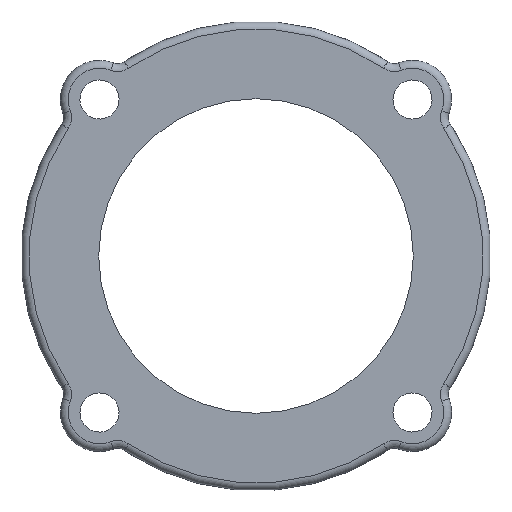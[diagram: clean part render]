
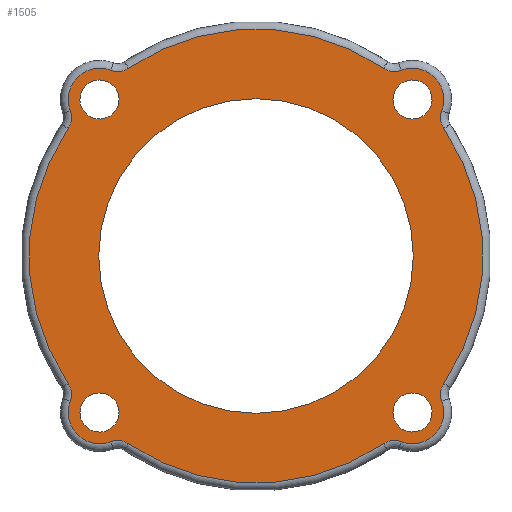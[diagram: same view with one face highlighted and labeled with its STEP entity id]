
A CAD part, front view. The second image highlights one B-rep face of the part: STEP entity #1505.
In plain terms, the highlighted planar face has unit normal (0, -1, 0).
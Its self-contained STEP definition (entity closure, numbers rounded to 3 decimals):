
#55=FACE_BOUND('',#347,.T.);
#56=FACE_BOUND('',#348,.T.);
#57=FACE_BOUND('',#349,.T.);
#58=FACE_BOUND('',#350,.T.);
#59=FACE_BOUND('',#351,.T.);
#65=PLANE('',#1679);
#242=FACE_OUTER_BOUND('',#346,.T.);
#346=EDGE_LOOP('',(#1066,#1067,#1068,#1069,#1070,#1071,#1072,#1073,#1074,
#1075,#1076,#1077,#1078,#1079,#1080,#1081));
#347=EDGE_LOOP('',(#1082,#1083));
#348=EDGE_LOOP('',(#1084,#1085));
#349=EDGE_LOOP('',(#1086));
#350=EDGE_LOOP('',(#1087,#1088));
#351=EDGE_LOOP('',(#1089,#1090));
#437=CIRCLE('',#1601,4.);
#442=CIRCLE('',#1607,2.5);
#445=CIRCLE('',#1611,29.);
#448=CIRCLE('',#1615,2.5);
#451=CIRCLE('',#1619,4.);
#454=CIRCLE('',#1623,2.5);
#457=CIRCLE('',#1627,29.);
#460=CIRCLE('',#1631,2.5);
#463=CIRCLE('',#1635,4.);
#466=CIRCLE('',#1639,2.5);
#469=CIRCLE('',#1643,29.);
#472=CIRCLE('',#1647,2.5);
#475=CIRCLE('',#1651,4.);
#478=CIRCLE('',#1655,2.5);
#481=CIRCLE('',#1659,29.);
#483=CIRCLE('',#1662,2.5);
#492=CIRCLE('',#1680,2.5);
#493=CIRCLE('',#1681,2.5);
#494=CIRCLE('',#1682,2.5);
#495=CIRCLE('',#1683,2.5);
#496=CIRCLE('',#1684,20.1);
#497=CIRCLE('',#1685,2.5);
#498=CIRCLE('',#1686,2.5);
#499=CIRCLE('',#1687,2.5);
#500=CIRCLE('',#1688,2.5);
#579=VERTEX_POINT('',#2243);
#580=VERTEX_POINT('',#2245);
#582=VERTEX_POINT('',#2251);
#584=VERTEX_POINT('',#2257);
#586=VERTEX_POINT('',#2263);
#588=VERTEX_POINT('',#2269);
#590=VERTEX_POINT('',#2275);
#592=VERTEX_POINT('',#2281);
#594=VERTEX_POINT('',#2287);
#596=VERTEX_POINT('',#2293);
#598=VERTEX_POINT('',#2299);
#600=VERTEX_POINT('',#2305);
#602=VERTEX_POINT('',#2311);
#604=VERTEX_POINT('',#2317);
#606=VERTEX_POINT('',#2323);
#608=VERTEX_POINT('',#2329);
#627=VERTEX_POINT('',#2414);
#628=VERTEX_POINT('',#2415);
#629=VERTEX_POINT('',#2418);
#630=VERTEX_POINT('',#2419);
#631=VERTEX_POINT('',#2422);
#632=VERTEX_POINT('',#2424);
#633=VERTEX_POINT('',#2425);
#634=VERTEX_POINT('',#2428);
#635=VERTEX_POINT('',#2429);
#720=EDGE_CURVE('',#579,#580,#437,.T.);
#725=EDGE_CURVE('',#580,#582,#442,.T.);
#728=EDGE_CURVE('',#582,#584,#445,.T.);
#731=EDGE_CURVE('',#584,#586,#448,.T.);
#734=EDGE_CURVE('',#586,#588,#451,.T.);
#737=EDGE_CURVE('',#588,#590,#454,.T.);
#740=EDGE_CURVE('',#590,#592,#457,.T.);
#743=EDGE_CURVE('',#592,#594,#460,.T.);
#746=EDGE_CURVE('',#594,#596,#463,.T.);
#749=EDGE_CURVE('',#596,#598,#466,.T.);
#752=EDGE_CURVE('',#598,#600,#469,.T.);
#755=EDGE_CURVE('',#600,#602,#472,.T.);
#758=EDGE_CURVE('',#602,#604,#475,.T.);
#761=EDGE_CURVE('',#604,#606,#478,.T.);
#764=EDGE_CURVE('',#606,#608,#481,.T.);
#766=EDGE_CURVE('',#608,#579,#483,.T.);
#792=EDGE_CURVE('',#627,#628,#492,.T.);
#793=EDGE_CURVE('',#628,#627,#493,.T.);
#794=EDGE_CURVE('',#629,#630,#494,.T.);
#795=EDGE_CURVE('',#630,#629,#495,.T.);
#796=EDGE_CURVE('',#631,#631,#496,.T.);
#797=EDGE_CURVE('',#632,#633,#497,.T.);
#798=EDGE_CURVE('',#633,#632,#498,.T.);
#799=EDGE_CURVE('',#634,#635,#499,.T.);
#800=EDGE_CURVE('',#635,#634,#500,.T.);
#1066=ORIENTED_EDGE('',*,*,#720,.F.);
#1067=ORIENTED_EDGE('',*,*,#766,.F.);
#1068=ORIENTED_EDGE('',*,*,#764,.F.);
#1069=ORIENTED_EDGE('',*,*,#761,.F.);
#1070=ORIENTED_EDGE('',*,*,#758,.F.);
#1071=ORIENTED_EDGE('',*,*,#755,.F.);
#1072=ORIENTED_EDGE('',*,*,#752,.F.);
#1073=ORIENTED_EDGE('',*,*,#749,.F.);
#1074=ORIENTED_EDGE('',*,*,#746,.F.);
#1075=ORIENTED_EDGE('',*,*,#743,.F.);
#1076=ORIENTED_EDGE('',*,*,#740,.F.);
#1077=ORIENTED_EDGE('',*,*,#737,.F.);
#1078=ORIENTED_EDGE('',*,*,#734,.F.);
#1079=ORIENTED_EDGE('',*,*,#731,.F.);
#1080=ORIENTED_EDGE('',*,*,#728,.F.);
#1081=ORIENTED_EDGE('',*,*,#725,.F.);
#1082=ORIENTED_EDGE('',*,*,#792,.T.);
#1083=ORIENTED_EDGE('',*,*,#793,.T.);
#1084=ORIENTED_EDGE('',*,*,#794,.T.);
#1085=ORIENTED_EDGE('',*,*,#795,.T.);
#1086=ORIENTED_EDGE('',*,*,#796,.F.);
#1087=ORIENTED_EDGE('',*,*,#797,.T.);
#1088=ORIENTED_EDGE('',*,*,#798,.T.);
#1089=ORIENTED_EDGE('',*,*,#799,.T.);
#1090=ORIENTED_EDGE('',*,*,#800,.T.);
#1505=ADVANCED_FACE('',(#242,#55,#56,#57,#58,#59),#65,.F.);
#1601=AXIS2_PLACEMENT_3D('',#2246,#1811,#1812);
#1607=AXIS2_PLACEMENT_3D('',#2255,#1823,#1824);
#1611=AXIS2_PLACEMENT_3D('',#2261,#1831,#1832);
#1615=AXIS2_PLACEMENT_3D('',#2267,#1839,#1840);
#1619=AXIS2_PLACEMENT_3D('',#2273,#1847,#1848);
#1623=AXIS2_PLACEMENT_3D('',#2279,#1855,#1856);
#1627=AXIS2_PLACEMENT_3D('',#2285,#1863,#1864);
#1631=AXIS2_PLACEMENT_3D('',#2291,#1871,#1872);
#1635=AXIS2_PLACEMENT_3D('',#2297,#1879,#1880);
#1639=AXIS2_PLACEMENT_3D('',#2303,#1887,#1888);
#1643=AXIS2_PLACEMENT_3D('',#2309,#1895,#1896);
#1647=AXIS2_PLACEMENT_3D('',#2315,#1903,#1904);
#1651=AXIS2_PLACEMENT_3D('',#2321,#1911,#1912);
#1655=AXIS2_PLACEMENT_3D('',#2327,#1919,#1920);
#1659=AXIS2_PLACEMENT_3D('',#2333,#1927,#1928);
#1662=AXIS2_PLACEMENT_3D('',#2336,#1933,#1934);
#1679=AXIS2_PLACEMENT_3D('',#2413,#1976,#1977);
#1680=AXIS2_PLACEMENT_3D('',#2416,#1978,#1979);
#1681=AXIS2_PLACEMENT_3D('',#2417,#1980,#1981);
#1682=AXIS2_PLACEMENT_3D('',#2420,#1982,#1983);
#1683=AXIS2_PLACEMENT_3D('',#2421,#1984,#1985);
#1684=AXIS2_PLACEMENT_3D('',#2423,#1986,#1987);
#1685=AXIS2_PLACEMENT_3D('',#2426,#1988,#1989);
#1686=AXIS2_PLACEMENT_3D('',#2427,#1990,#1991);
#1687=AXIS2_PLACEMENT_3D('',#2430,#1992,#1993);
#1688=AXIS2_PLACEMENT_3D('',#2431,#1994,#1995);
#1811=DIRECTION('center_axis',(0.,1.,0.));
#1812=DIRECTION('ref_axis',(0.707,0.,-0.707));
#1823=DIRECTION('center_axis',(0.,-1.,0.));
#1824=DIRECTION('ref_axis',(-0.115,0.,0.993));
#1831=DIRECTION('center_axis',(0.,1.,0.));
#1832=DIRECTION('ref_axis',(0.,0.,-1.));
#1839=DIRECTION('center_axis',(0.,-1.,0.));
#1840=DIRECTION('ref_axis',(0.115,0.,0.993));
#1847=DIRECTION('center_axis',(0.,1.,0.));
#1848=DIRECTION('ref_axis',(-0.707,0.,-0.707));
#1855=DIRECTION('center_axis',(0.,-1.,0.));
#1856=DIRECTION('ref_axis',(0.993,0.,0.115));
#1863=DIRECTION('center_axis',(0.,1.,0.));
#1864=DIRECTION('ref_axis',(-1.,0.,0.));
#1871=DIRECTION('center_axis',(0.,-1.,0.));
#1872=DIRECTION('ref_axis',(0.993,0.,-0.115));
#1879=DIRECTION('center_axis',(0.,1.,0.));
#1880=DIRECTION('ref_axis',(-0.707,0.,0.707));
#1887=DIRECTION('center_axis',(0.,-1.,0.));
#1888=DIRECTION('ref_axis',(0.115,0.,-0.993));
#1895=DIRECTION('center_axis',(0.,1.,0.));
#1896=DIRECTION('ref_axis',(0.,0.,1.));
#1903=DIRECTION('center_axis',(0.,-1.,0.));
#1904=DIRECTION('ref_axis',(-0.115,0.,-0.993));
#1911=DIRECTION('center_axis',(0.,1.,0.));
#1912=DIRECTION('ref_axis',(0.707,0.,0.707));
#1919=DIRECTION('center_axis',(0.,-1.,0.));
#1920=DIRECTION('ref_axis',(-0.993,0.,-0.115));
#1927=DIRECTION('center_axis',(0.,1.,0.));
#1928=DIRECTION('ref_axis',(1.,0.,0.));
#1933=DIRECTION('center_axis',(0.,-1.,0.));
#1934=DIRECTION('ref_axis',(-0.993,0.,0.115));
#1976=DIRECTION('center_axis',(0.,1.,0.));
#1977=DIRECTION('ref_axis',(1.,0.,0.));
#1978=DIRECTION('center_axis',(0.,1.,0.));
#1979=DIRECTION('ref_axis',(1.,0.,0.));
#1980=DIRECTION('center_axis',(0.,1.,0.));
#1981=DIRECTION('ref_axis',(1.,0.,0.));
#1982=DIRECTION('center_axis',(0.,1.,0.));
#1983=DIRECTION('ref_axis',(1.,0.,0.));
#1984=DIRECTION('center_axis',(0.,1.,0.));
#1985=DIRECTION('ref_axis',(1.,0.,0.));
#1986=DIRECTION('center_axis',(0.,-1.,0.));
#1987=DIRECTION('ref_axis',(1.,0.,0.));
#1988=DIRECTION('center_axis',(0.,1.,0.));
#1989=DIRECTION('ref_axis',(1.,0.,0.));
#1990=DIRECTION('center_axis',(0.,1.,0.));
#1991=DIRECTION('ref_axis',(1.,0.,0.));
#1992=DIRECTION('center_axis',(0.,1.,0.));
#1993=DIRECTION('ref_axis',(1.,0.,0.));
#1994=DIRECTION('center_axis',(0.,1.,0.));
#1995=DIRECTION('ref_axis',(1.,0.,0.));
#2243=CARTESIAN_POINT('',(23.736,0.,-18.571));
#2245=CARTESIAN_POINT('',(18.571,0.,-23.736));
#2246=CARTESIAN_POINT('Origin',(20.,0.,-20.));
#2251=CARTESIAN_POINT('',(16.276,0.,-24.002));
#2255=CARTESIAN_POINT('Origin',(17.679,0.,-26.071));
#2257=CARTESIAN_POINT('',(-16.276,0.,-24.002));
#2261=CARTESIAN_POINT('Origin',(0.,0.,0.));
#2263=CARTESIAN_POINT('',(-18.571,0.,-23.736));
#2267=CARTESIAN_POINT('Origin',(-17.679,0.,-26.071));
#2269=CARTESIAN_POINT('',(-23.736,0.,-18.571));
#2273=CARTESIAN_POINT('Origin',(-20.,0.,-20.));
#2275=CARTESIAN_POINT('',(-24.002,0.,-16.276));
#2279=CARTESIAN_POINT('Origin',(-26.071,0.,-17.679));
#2281=CARTESIAN_POINT('',(-24.002,0.,16.276));
#2285=CARTESIAN_POINT('Origin',(0.,0.,0.));
#2287=CARTESIAN_POINT('',(-23.736,0.,18.571));
#2291=CARTESIAN_POINT('Origin',(-26.071,0.,17.679));
#2293=CARTESIAN_POINT('',(-18.571,0.,23.736));
#2297=CARTESIAN_POINT('Origin',(-20.,0.,20.));
#2299=CARTESIAN_POINT('',(-16.276,0.,24.002));
#2303=CARTESIAN_POINT('Origin',(-17.679,0.,26.071));
#2305=CARTESIAN_POINT('',(16.276,0.,24.002));
#2309=CARTESIAN_POINT('Origin',(0.,0.,0.));
#2311=CARTESIAN_POINT('',(18.571,0.,23.736));
#2315=CARTESIAN_POINT('Origin',(17.679,0.,26.071));
#2317=CARTESIAN_POINT('',(23.736,0.,18.571));
#2321=CARTESIAN_POINT('Origin',(20.,0.,20.));
#2323=CARTESIAN_POINT('',(24.002,0.,16.276));
#2327=CARTESIAN_POINT('Origin',(26.071,0.,17.679));
#2329=CARTESIAN_POINT('',(24.002,0.,-16.276));
#2333=CARTESIAN_POINT('Origin',(0.,0.,0.));
#2336=CARTESIAN_POINT('Origin',(26.071,0.,-17.679));
#2413=CARTESIAN_POINT('Origin',(0.,0.,0.));
#2414=CARTESIAN_POINT('',(19.848,0.,-22.495));
#2415=CARTESIAN_POINT('',(17.5,0.,-20.));
#2416=CARTESIAN_POINT('Origin',(20.,0.,-20.));
#2417=CARTESIAN_POINT('Origin',(20.,0.,-20.));
#2418=CARTESIAN_POINT('',(-19.848,0.,-22.495));
#2419=CARTESIAN_POINT('',(-22.5,0.,-20.));
#2420=CARTESIAN_POINT('Origin',(-20.,0.,-20.));
#2421=CARTESIAN_POINT('Origin',(-20.,0.,-20.));
#2422=CARTESIAN_POINT('',(-20.1,0.,0.));
#2423=CARTESIAN_POINT('Origin',(0.,0.,0.));
#2424=CARTESIAN_POINT('',(-22.495,0.,19.848));
#2425=CARTESIAN_POINT('',(-22.5,0.,20.));
#2426=CARTESIAN_POINT('Origin',(-20.,0.,20.));
#2427=CARTESIAN_POINT('Origin',(-20.,0.,20.));
#2428=CARTESIAN_POINT('',(22.495,0.,19.848));
#2429=CARTESIAN_POINT('',(17.5,0.,20.));
#2430=CARTESIAN_POINT('Origin',(20.,0.,20.));
#2431=CARTESIAN_POINT('Origin',(20.,0.,20.));
